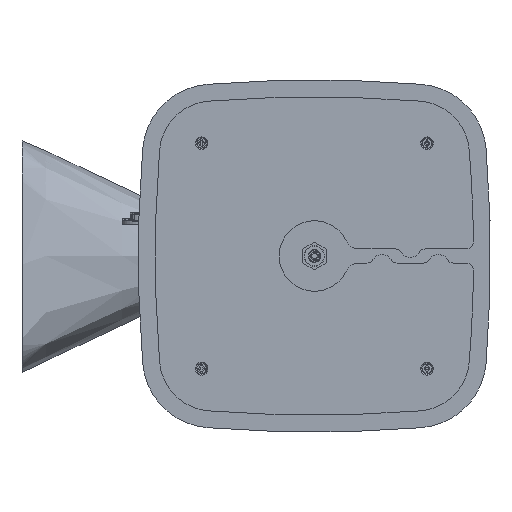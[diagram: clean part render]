
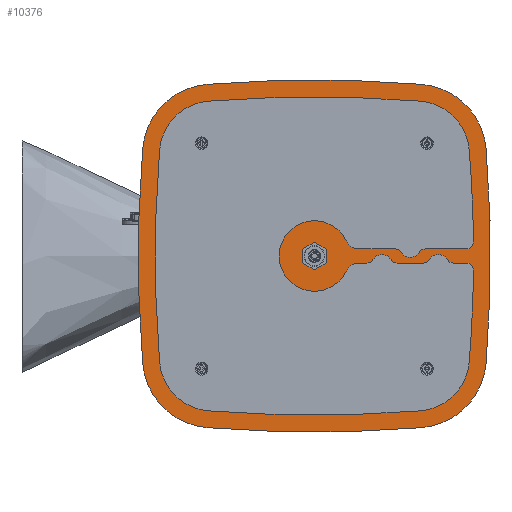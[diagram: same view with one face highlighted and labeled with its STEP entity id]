
A CAD part, front view. The second image highlights one B-rep face of the part: STEP entity #10376.
In plain terms, the highlighted face is planar.
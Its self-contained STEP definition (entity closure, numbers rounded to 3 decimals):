
#7619=FACE_BOUND('',#17717,.T.);
#7620=FACE_BOUND('',#17718,.T.);
#7621=FACE_BOUND('',#17719,.T.);
#7622=FACE_BOUND('',#17720,.T.);
#7623=FACE_BOUND('',#17721,.T.);
#7624=FACE_BOUND('',#17722,.T.);
#10376=ADVANCED_FACE('',(#7619,#7620,#7621,#7622,#7623,#7624),#12110,.T.);
#12110=PLANE('',#62370);
#17717=EDGE_LOOP('',(#31330));
#17718=EDGE_LOOP('',(#31331));
#17719=EDGE_LOOP('',(#31332));
#17720=EDGE_LOOP('',(#31333));
#17721=EDGE_LOOP('',(#31334,#31335,#31336,#31337,#31338,#31339,#31340,#31341));
#17722=EDGE_LOOP('',(#31342));
#31330=ORIENTED_EDGE('',*,*,#48809,.T.);
#31331=ORIENTED_EDGE('',*,*,#48810,.T.);
#31332=ORIENTED_EDGE('',*,*,#48811,.T.);
#31333=ORIENTED_EDGE('',*,*,#48812,.T.);
#31334=ORIENTED_EDGE('',*,*,#48813,.F.);
#31335=ORIENTED_EDGE('',*,*,#48814,.F.);
#31336=ORIENTED_EDGE('',*,*,#48815,.F.);
#31337=ORIENTED_EDGE('',*,*,#48816,.F.);
#31338=ORIENTED_EDGE('',*,*,#48817,.F.);
#31339=ORIENTED_EDGE('',*,*,#48818,.F.);
#31340=ORIENTED_EDGE('',*,*,#48819,.F.);
#31341=ORIENTED_EDGE('',*,*,#48820,.F.);
#31342=ORIENTED_EDGE('',*,*,#48821,.T.);
#39477=VERTEX_POINT('',#126592);
#39478=VERTEX_POINT('',#126594);
#39479=VERTEX_POINT('',#126596);
#39480=VERTEX_POINT('',#126598);
#39481=VERTEX_POINT('',#126600);
#39482=VERTEX_POINT('',#126601);
#39483=VERTEX_POINT('',#126603);
#39484=VERTEX_POINT('',#126605);
#39485=VERTEX_POINT('',#126607);
#39486=VERTEX_POINT('',#126609);
#39487=VERTEX_POINT('',#126611);
#39488=VERTEX_POINT('',#126613);
#39489=VERTEX_POINT('',#126616);
#48809=EDGE_CURVE('',#39477,#39477,#59325,.T.);
#48810=EDGE_CURVE('',#39478,#39478,#59326,.T.);
#48811=EDGE_CURVE('',#39479,#39479,#59327,.T.);
#48812=EDGE_CURVE('',#39480,#39480,#59328,.T.);
#48813=EDGE_CURVE('',#39481,#39482,#59329,.T.);
#48814=EDGE_CURVE('',#39483,#39481,#59330,.T.);
#48815=EDGE_CURVE('',#39484,#39483,#59331,.T.);
#48816=EDGE_CURVE('',#39485,#39484,#59332,.T.);
#48817=EDGE_CURVE('',#39486,#39485,#59333,.T.);
#48818=EDGE_CURVE('',#39487,#39486,#59334,.T.);
#48819=EDGE_CURVE('',#39488,#39487,#59335,.T.);
#48820=EDGE_CURVE('',#39482,#39488,#59336,.T.);
#48821=EDGE_CURVE('',#39489,#39489,#59337,.T.);
#59325=CIRCLE('',#62357,3.95);
#59326=CIRCLE('',#62358,3.95);
#59327=CIRCLE('',#62359,3.95);
#59328=CIRCLE('',#62360,3.95);
#59329=CIRCLE('',#62361,925.);
#59330=CIRCLE('',#62362,50.);
#59331=CIRCLE('',#62363,925.);
#59332=CIRCLE('',#62364,50.);
#59333=CIRCLE('',#62365,925.);
#59334=CIRCLE('',#62366,50.);
#59335=CIRCLE('',#62367,925.);
#59336=CIRCLE('',#62368,50.);
#59337=CIRCLE('',#62369,7.25);
#62357=AXIS2_PLACEMENT_3D('',#126591,#73133,#73134);
#62358=AXIS2_PLACEMENT_3D('',#126593,#73135,#73136);
#62359=AXIS2_PLACEMENT_3D('',#126595,#73137,#73138);
#62360=AXIS2_PLACEMENT_3D('',#126597,#73139,#73140);
#62361=AXIS2_PLACEMENT_3D('',#126599,#73141,#73142);
#62362=AXIS2_PLACEMENT_3D('',#126602,#73143,#73144);
#62363=AXIS2_PLACEMENT_3D('',#126604,#73145,#73146);
#62364=AXIS2_PLACEMENT_3D('',#126606,#73147,#73148);
#62365=AXIS2_PLACEMENT_3D('',#126608,#73149,#73150);
#62366=AXIS2_PLACEMENT_3D('',#126610,#73151,#73152);
#62367=AXIS2_PLACEMENT_3D('',#126612,#73153,#73154);
#62368=AXIS2_PLACEMENT_3D('',#126614,#73155,#73156);
#62369=AXIS2_PLACEMENT_3D('',#126615,#73157,#73158);
#62370=AXIS2_PLACEMENT_3D('',#126617,#73159,#73160);
#73133=DIRECTION('',(0.,-1.,0.));
#73134=DIRECTION('',(1.,0.,0.));
#73135=DIRECTION('',(0.,-1.,0.));
#73136=DIRECTION('',(1.,0.,0.));
#73137=DIRECTION('',(0.,-1.,0.));
#73138=DIRECTION('',(1.,0.,0.));
#73139=DIRECTION('',(0.,-1.,0.));
#73140=DIRECTION('',(1.,0.,0.));
#73141=DIRECTION('',(0.,-1.,0.));
#73142=DIRECTION('',(1.,0.,0.));
#73143=DIRECTION('',(0.,-1.,0.));
#73144=DIRECTION('',(-1.,0.,0.));
#73145=DIRECTION('',(0.,-1.,0.));
#73146=DIRECTION('',(0.,0.,-1.));
#73147=DIRECTION('',(0.,-1.,0.));
#73148=DIRECTION('',(-1.,0.,0.));
#73149=DIRECTION('',(0.,-1.,0.));
#73150=DIRECTION('',(-1.,0.,0.));
#73151=DIRECTION('',(0.,-1.,0.));
#73152=DIRECTION('',(-1.,0.,0.));
#73153=DIRECTION('',(0.,-1.,0.));
#73154=DIRECTION('',(0.,0.,1.));
#73155=DIRECTION('',(0.,-1.,0.));
#73156=DIRECTION('',(-1.,0.,0.));
#73157=DIRECTION('',(0.,-1.,0.));
#73158=DIRECTION('',(-1.,0.,0.));
#73159=DIRECTION('',(0.,1.,0.));
#73160=DIRECTION('',(-1.,0.,0.));
#126591=CARTESIAN_POINT('',(-80.,1270.,-203.2));
#126592=CARTESIAN_POINT('',(-76.05,1270.,-203.2));
#126593=CARTESIAN_POINT('',(-80.,1270.,-43.2));
#126594=CARTESIAN_POINT('',(-76.05,1270.,-43.2));
#126595=CARTESIAN_POINT('',(80.,1270.,-43.2));
#126596=CARTESIAN_POINT('',(83.95,1270.,-43.2));
#126597=CARTESIAN_POINT('',(80.,1270.,-203.2));
#126598=CARTESIAN_POINT('',(83.95,1270.,-203.2));
#126599=CARTESIAN_POINT('',(0.,1270.,-923.2));
#126600=CARTESIAN_POINT('',(76.146,1270.,-1.34));
#126601=CARTESIAN_POINT('',(-76.146,1270.,-1.34));
#126602=CARTESIAN_POINT('',(72.03,1270.,-51.17));
#126603=CARTESIAN_POINT('',(121.86,1270.,-47.054));
#126604=CARTESIAN_POINT('',(-800.,1270.,-123.2));
#126605=CARTESIAN_POINT('',(121.86,1270.,-199.346));
#126606=CARTESIAN_POINT('',(72.03,1270.,-195.23));
#126607=CARTESIAN_POINT('',(76.146,1270.,-245.06));
#126608=CARTESIAN_POINT('',(0.,1270.,676.8));
#126609=CARTESIAN_POINT('',(-76.146,1270.,-245.06));
#126610=CARTESIAN_POINT('',(-72.03,1270.,-195.23));
#126611=CARTESIAN_POINT('',(-121.86,1270.,-199.346));
#126612=CARTESIAN_POINT('',(800.,1270.,-123.2));
#126613=CARTESIAN_POINT('',(-121.86,1270.,-47.054));
#126614=CARTESIAN_POINT('',(-72.03,1270.,-51.17));
#126615=CARTESIAN_POINT('',(0.,1270.,-123.2));
#126616=CARTESIAN_POINT('',(-7.25,1270.,-123.2));
#126617=CARTESIAN_POINT('',(-47.585,1270.,249.215));
